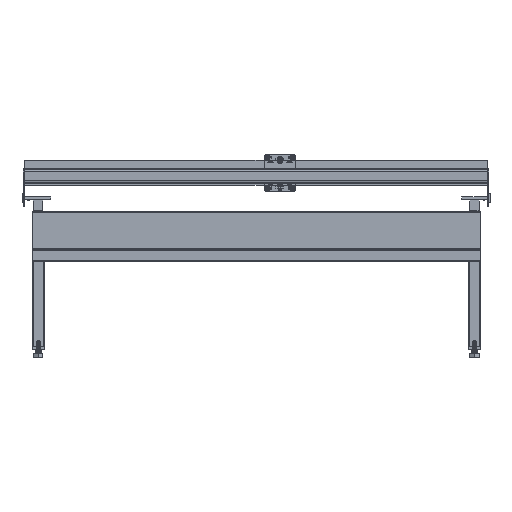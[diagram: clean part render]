
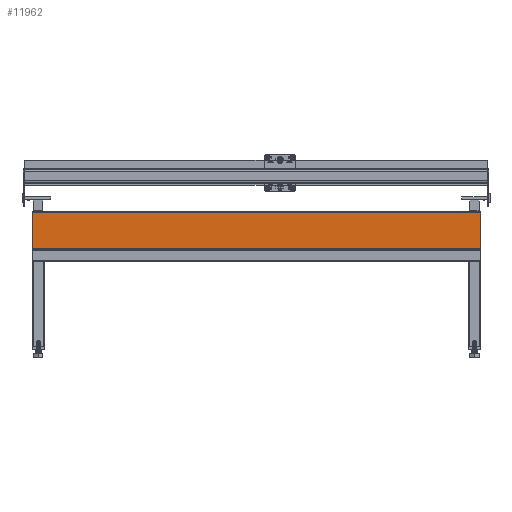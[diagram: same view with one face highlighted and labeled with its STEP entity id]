
A CAD part, front view. The second image highlights one B-rep face of the part: STEP entity #11962.
In plain terms, the highlighted planar face has unit normal (0, -1, 0).
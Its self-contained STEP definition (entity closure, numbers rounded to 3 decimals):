
#11962=ADVANCED_FACE('',(#16704),#13662,.F.);
#13662=PLANE('',#64573);
#16704=FACE_OUTER_BOUND('',#20378,.T.);
#20378=EDGE_LOOP('',(#35334,#35335,#35336,#35337));
#35334=ORIENTED_EDGE('',*,*,#49720,.F.);
#35335=ORIENTED_EDGE('',*,*,#49721,.T.);
#35336=ORIENTED_EDGE('',*,*,#49722,.T.);
#35337=ORIENTED_EDGE('',*,*,#49723,.T.);
#41864=VERTEX_POINT('',#144233);
#41865=VERTEX_POINT('',#144234);
#41866=VERTEX_POINT('',#144236);
#41867=VERTEX_POINT('',#144238);
#49720=EDGE_CURVE('',#41864,#41865,#54472,.T.);
#49721=EDGE_CURVE('',#41864,#41866,#54473,.T.);
#49722=EDGE_CURVE('',#41866,#41867,#54474,.T.);
#49723=EDGE_CURVE('',#41867,#41865,#54475,.T.);
#54472=LINE('',#144232,#58984);
#54473=LINE('',#144235,#58985);
#54474=LINE('',#144237,#58986);
#54475=LINE('',#144239,#58987);
#58984=VECTOR('',#79053,1.);
#58985=VECTOR('',#79054,1.);
#58986=VECTOR('',#79055,1.);
#58987=VECTOR('',#79056,1.);
#64573=AXIS2_PLACEMENT_3D('',#144240,#79057,#79058);
#79053=DIRECTION('',(0.,0.,1.));
#79054=DIRECTION('',(1.,0.,0.));
#79055=DIRECTION('',(0.,0.,1.));
#79056=DIRECTION('',(-1.,0.,0.));
#79057=DIRECTION('',(0.,1.,0.));
#79058=DIRECTION('',(0.,0.,1.));
#144232=CARTESIAN_POINT('',(-35.75,-74.187,-5.5));
#144233=CARTESIAN_POINT('',(-35.75,-74.187,-5.435));
#144234=CARTESIAN_POINT('',(-35.75,-74.187,0.435));
#144235=CARTESIAN_POINT('',(-35.75,-74.187,-5.435));
#144236=CARTESIAN_POINT('',(35.75,-74.187,-5.435));
#144237=CARTESIAN_POINT('',(35.75,-74.187,-5.5));
#144238=CARTESIAN_POINT('',(35.75,-74.187,0.435));
#144239=CARTESIAN_POINT('',(-35.75,-74.187,0.435));
#144240=CARTESIAN_POINT('',(-35.75,-74.187,-5.5));
